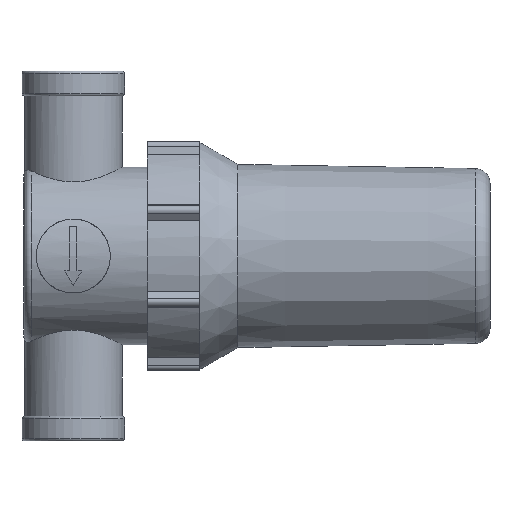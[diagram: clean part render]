
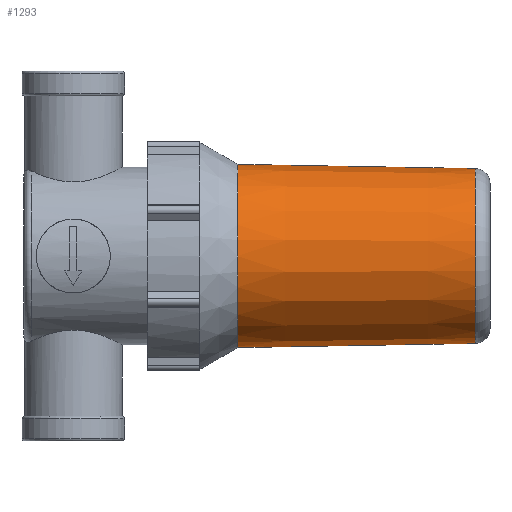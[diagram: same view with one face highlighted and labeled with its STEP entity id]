
A CAD part, left-side view. The second image highlights one B-rep face of the part: STEP entity #1293.
In plain terms, the highlighted conical face has half-angle 1 degrees and reference radius 18.572 mm.
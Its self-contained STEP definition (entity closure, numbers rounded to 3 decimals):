
#21=CONICAL_SURFACE('',#1439,18.572,0.017);
#452=ORIENTED_EDGE('',*,*,#745,.F.);
#453=ORIENTED_EDGE('',*,*,#744,.T.);
#744=EDGE_CURVE('',#896,#896,#974,.T.);
#745=EDGE_CURVE('',#897,#897,#975,.T.);
#896=VERTEX_POINT('',#2300);
#897=VERTEX_POINT('',#2303);
#974=CIRCLE('',#1438,18.572);
#975=CIRCLE('',#1440,17.731);
#1044=EDGE_LOOP('',(#452));
#1045=EDGE_LOOP('',(#453));
#1164=FACE_BOUND('',#1044,.T.);
#1165=FACE_BOUND('',#1045,.T.);
#1293=ADVANCED_FACE('',(#1164,#1165),#21,.T.);
#1438=AXIS2_PLACEMENT_3D('',#2299,#1734,#1735);
#1439=AXIS2_PLACEMENT_3D('',#2301,#1736,#1737);
#1440=AXIS2_PLACEMENT_3D('',#2302,#1738,#1739);
#1734=DIRECTION('',(0.,-1.,0.));
#1735=DIRECTION('',(0.,0.,-1.));
#1736=DIRECTION('',(0.,1.,0.));
#1737=DIRECTION('',(0.,0.,1.));
#1738=DIRECTION('',(0.,-1.,0.));
#1739=DIRECTION('',(0.,0.,-1.));
#2299=CARTESIAN_POINT('',(0.,-33.361,0.));
#2300=CARTESIAN_POINT('',(0.,-33.361,-18.572));
#2301=CARTESIAN_POINT('',(0.,-33.361,0.));
#2302=CARTESIAN_POINT('',(0.,-81.552,0.));
#2303=CARTESIAN_POINT('',(0.,-81.552,-17.731));
